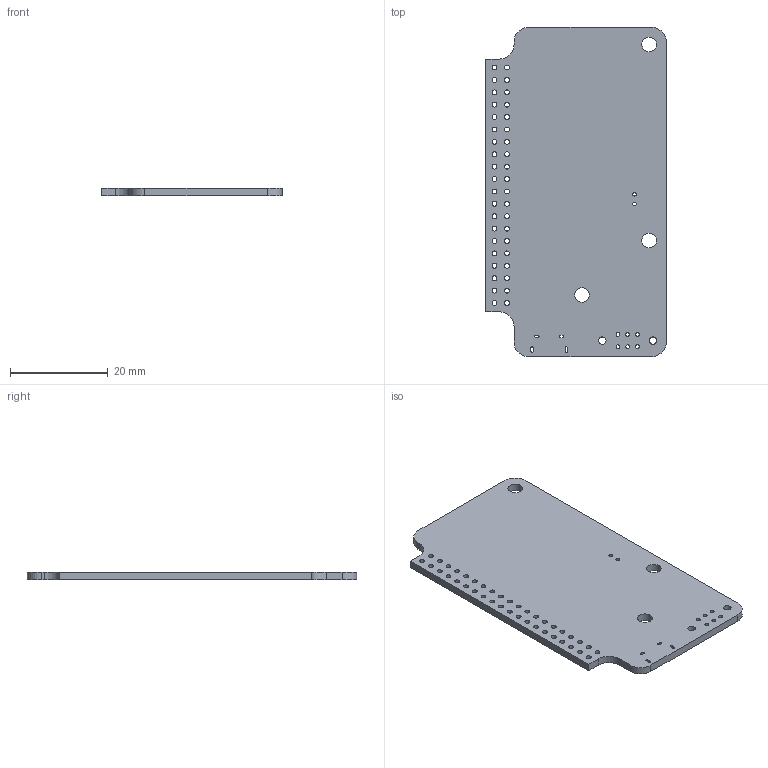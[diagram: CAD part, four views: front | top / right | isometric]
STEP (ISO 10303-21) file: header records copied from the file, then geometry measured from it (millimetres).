
FILE_DESCRIPTION(('KiCad electronic assembly'),'2;1');
FILE_NAME('circuit-V4.step','2023-11-11T13:02:15',('Pcbnew'),('Kicad'), 'Open CASCADE STEP processor 7.6','KiCad to STEP converter','Unknown' );
FILE_SCHEMA(('AUTOMOTIVE_DESIGN { 1 0 10303 214 1 1 1 1 }'));
Length unit declared in the file: millimetre
Products named in the file (2): circuit-V4 1; circuit-V4 PCB
Assembly tree (1 placements, depth 2):
  circuit-V4 1
    circuit-V4 PCB
Bounding box: 37 x 67.5 x 1.6 mm (x, y, z)
Volume: 3745.1 mm3; surface area: 5313.1 mm2
Topology: 1 solids, 1 shells, 85 faces, 249 edges, 166 vertices
Faces by surface type: cylinder 67, plane 18
Full cylindrical faces by diameter (mm): 0.75 x2, 0.8 x6, 1 x40, 1.5 x2, 3 x3
Entity records: 6811 total; most frequent: CARTESIAN_POINT 1804, DIRECTION 921, ORIENTED_EDGE 498, PCURVE 498, DEFINITIONAL_REPRESENTATION 498, LINE 479, VECTOR 479, EDGE_CURVE 249
